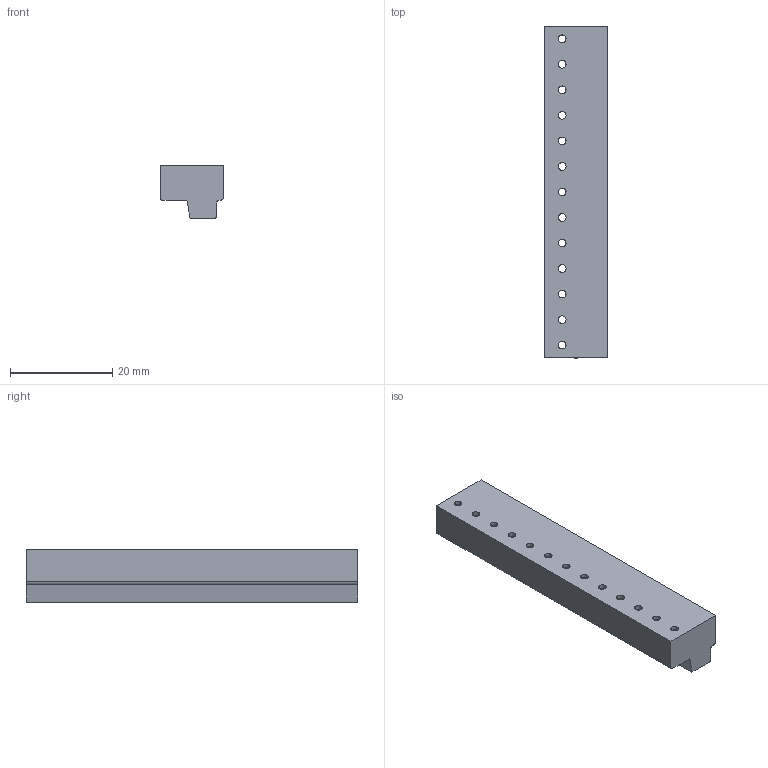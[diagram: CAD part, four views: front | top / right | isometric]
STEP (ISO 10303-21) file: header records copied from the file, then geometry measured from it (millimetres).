
FILE_DESCRIPTION((''),'2;1');
FILE_NAME('TL222T-XXP','2024-12-09T08:49:08',('sheji'),(''),'CREO PARAMETRIC BY PTC INC, 2018100','CREO PARAMETRIC BY PTC INC, 2018100','');
FILE_SCHEMA(('CONFIG_CONTROL_DESIGN'));
Length unit declared in the file: millimetre
Products named in the file (1): TL222T-XXP
Bounding box: 12.4 x 65 x 10.3 mm (x, y, z)
Volume: 5672.2 mm3; surface area: 4809.3 mm2
Topology: 1 solids, 1 shells, 716 faces, 1908 edges, 1246 vertices
Faces by surface type: plane 595, cylinder 121
Entity records: 22072 total; most frequent: CARTESIAN_POINT 3870, ORIENTED_EDGE 3816, DIRECTION 3634, EDGE_CURVE 1908, VECTOR 1614, LINE 1614, VERTEX_POINT 1246, AXIS2_PLACEMENT_3D 1010
